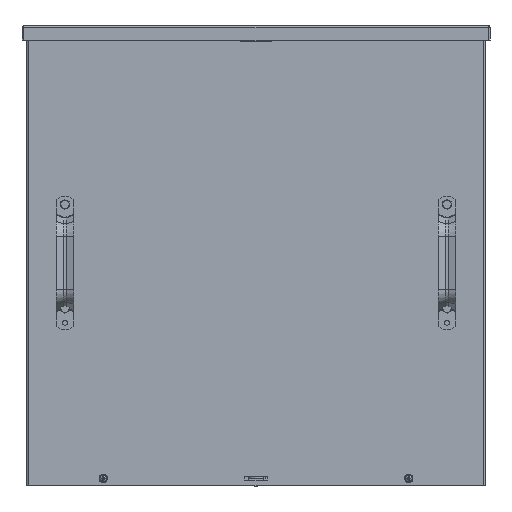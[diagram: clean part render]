
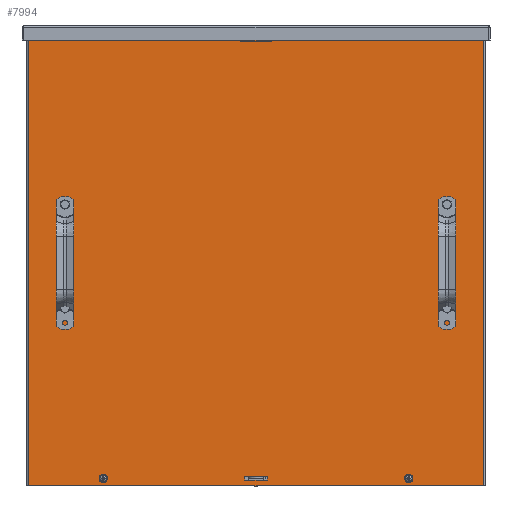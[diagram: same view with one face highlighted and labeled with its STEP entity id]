
A CAD part, top view. The second image highlights one B-rep face of the part: STEP entity #7994.
In plain terms, the highlighted face is planar.
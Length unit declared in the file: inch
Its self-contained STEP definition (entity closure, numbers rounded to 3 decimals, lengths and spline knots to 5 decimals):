
#425=PLANE('',#8609);
#772=LINE('',#12279,#1390);
#776=LINE('',#12287,#1394);
#779=LINE('',#12293,#1397);
#782=LINE('',#12298,#1400);
#785=LINE('',#12317,#1403);
#801=LINE('',#12358,#1419);
#816=LINE('',#12393,#1434);
#818=LINE('',#12396,#1436);
#1390=VECTOR('',#9802,0.1875);
#1394=VECTOR('',#9808,1.1875);
#1397=VECTOR('',#9813,0.1875);
#1400=VECTOR('',#9818,1.1875);
#1403=VECTOR('',#9837,24.);
#1419=VECTOR('',#9879,24.);
#1434=VECTOR('',#9918,23.7895);
#1436=VECTOR('',#9922,23.7895);
#2019=FACE_BOUND('',#2808,.T.);
#2020=FACE_BOUND('',#2809,.T.);
#2021=FACE_BOUND('',#2810,.T.);
#2022=FACE_BOUND('',#2811,.T.);
#2023=FACE_BOUND('',#2812,.T.);
#2024=FACE_BOUND('',#2813,.T.);
#2025=FACE_BOUND('',#2814,.T.);
#2026=FACE_BOUND('',#2815,.T.);
#2808=EDGE_LOOP('',(#5970));
#2809=EDGE_LOOP('',(#5971));
#2810=EDGE_LOOP('',(#5972));
#2811=EDGE_LOOP('',(#5973));
#2812=EDGE_LOOP('',(#5974,#5975,#5976,#5977));
#2813=EDGE_LOOP('',(#5978));
#2814=EDGE_LOOP('',(#5979));
#2815=EDGE_LOOP('',(#5980,#5981,#5982,#5983));
#3333=CIRCLE('',#8562,0.15625);
#3335=CIRCLE('',#8565,0.15625);
#3337=CIRCLE('',#8568,0.15625);
#3339=CIRCLE('',#8571,0.15625);
#3341=CIRCLE('',#8578,0.15625);
#3343=CIRCLE('',#8581,0.15625);
#3744=VERTEX_POINT('',#12259);
#3746=VERTEX_POINT('',#12264);
#3748=VERTEX_POINT('',#12269);
#3750=VERTEX_POINT('',#12274);
#3751=VERTEX_POINT('',#12277);
#3752=VERTEX_POINT('',#12278);
#3755=VERTEX_POINT('',#12286);
#3757=VERTEX_POINT('',#12292);
#3760=VERTEX_POINT('',#12303);
#3762=VERTEX_POINT('',#12308);
#3765=VERTEX_POINT('',#12314);
#3766=VERTEX_POINT('',#12316);
#3777=VERTEX_POINT('',#12355);
#3778=VERTEX_POINT('',#12357);
#4543=EDGE_CURVE('',#3744,#3744,#3333,.T.);
#4545=EDGE_CURVE('',#3746,#3746,#3335,.T.);
#4547=EDGE_CURVE('',#3748,#3748,#3337,.T.);
#4549=EDGE_CURVE('',#3750,#3750,#3339,.T.);
#4550=EDGE_CURVE('',#3751,#3752,#772,.T.);
#4554=EDGE_CURVE('',#3755,#3751,#776,.T.);
#4557=EDGE_CURVE('',#3757,#3755,#779,.T.);
#4560=EDGE_CURVE('',#3752,#3757,#782,.T.);
#4563=EDGE_CURVE('',#3760,#3760,#3341,.T.);
#4565=EDGE_CURVE('',#3762,#3762,#3343,.T.);
#4568=EDGE_CURVE('',#3766,#3765,#785,.T.);
#4588=EDGE_CURVE('',#3778,#3777,#801,.T.);
#4606=EDGE_CURVE('',#3765,#3778,#816,.T.);
#4608=EDGE_CURVE('',#3777,#3766,#818,.T.);
#5970=ORIENTED_EDGE('',*,*,#4543,.T.);
#5971=ORIENTED_EDGE('',*,*,#4545,.T.);
#5972=ORIENTED_EDGE('',*,*,#4547,.T.);
#5973=ORIENTED_EDGE('',*,*,#4549,.T.);
#5974=ORIENTED_EDGE('',*,*,#4550,.T.);
#5975=ORIENTED_EDGE('',*,*,#4560,.T.);
#5976=ORIENTED_EDGE('',*,*,#4557,.T.);
#5977=ORIENTED_EDGE('',*,*,#4554,.T.);
#5978=ORIENTED_EDGE('',*,*,#4563,.T.);
#5979=ORIENTED_EDGE('',*,*,#4565,.T.);
#5980=ORIENTED_EDGE('',*,*,#4588,.T.);
#5981=ORIENTED_EDGE('',*,*,#4608,.T.);
#5982=ORIENTED_EDGE('',*,*,#4568,.T.);
#5983=ORIENTED_EDGE('',*,*,#4606,.T.);
#7994=ADVANCED_FACE('',(#2019,#2020,#2021,#2022,#2023,#2024,#2025,#2026),
#425,.F.);
#8562=AXIS2_PLACEMENT_3D('',#12260,#9780,#9781);
#8565=AXIS2_PLACEMENT_3D('',#12265,#9786,#9787);
#8568=AXIS2_PLACEMENT_3D('',#12270,#9792,#9793);
#8571=AXIS2_PLACEMENT_3D('',#12275,#9798,#9799);
#8578=AXIS2_PLACEMENT_3D('',#12304,#9824,#9825);
#8581=AXIS2_PLACEMENT_3D('',#12309,#9830,#9831);
#8609=AXIS2_PLACEMENT_3D('',#12395,#9920,#9921);
#9780=DIRECTION('center_axis',(0.,0.,1.));
#9781=DIRECTION('ref_axis',(1.,0.,0.));
#9786=DIRECTION('center_axis',(0.,0.,1.));
#9787=DIRECTION('ref_axis',(1.,0.,0.));
#9792=DIRECTION('center_axis',(0.,0.,1.));
#9793=DIRECTION('ref_axis',(1.,0.,0.));
#9798=DIRECTION('center_axis',(0.,0.,1.));
#9799=DIRECTION('ref_axis',(1.,0.,0.));
#9802=DIRECTION('',(0.,-1.,0.));
#9808=DIRECTION('',(-1.,0.,0.));
#9813=DIRECTION('',(0.,1.,0.));
#9818=DIRECTION('',(1.,0.,0.));
#9824=DIRECTION('center_axis',(0.,0.,1.));
#9825=DIRECTION('ref_axis',(1.,0.,0.));
#9830=DIRECTION('center_axis',(0.,0.,1.));
#9831=DIRECTION('ref_axis',(1.,0.,0.));
#9837=DIRECTION('',(0.,-1.,0.));
#9879=DIRECTION('',(0.,1.,0.));
#9918=DIRECTION('',(-1.,0.,0.));
#9920=DIRECTION('center_axis',(0.,0.,1.));
#9921=DIRECTION('ref_axis',(1.,0.,0.));
#9922=DIRECTION('',(1.,0.,0.));
#12259=CARTESIAN_POINT('',(9.84375,2.71875,0.));
#12260=CARTESIAN_POINT('Origin',(10.,2.71875,0.));
#12264=CARTESIAN_POINT('',(-10.15625,2.71875,0.));
#12265=CARTESIAN_POINT('Origin',(-10.,2.71875,0.));
#12269=CARTESIAN_POINT('',(-10.15625,-2.71875,0.));
#12270=CARTESIAN_POINT('Origin',(-10.,-2.71875,0.));
#12274=CARTESIAN_POINT('',(9.84375,-2.71875,0.));
#12275=CARTESIAN_POINT('Origin',(10.,-2.71875,0.));
#12277=CARTESIAN_POINT('',(-0.59375,-11.53125,0.));
#12278=CARTESIAN_POINT('',(-0.59375,-11.71875,0.));
#12279=CARTESIAN_POINT('',(-0.59375,-5.76563,0.));
#12286=CARTESIAN_POINT('',(0.59375,-11.53125,0.));
#12287=CARTESIAN_POINT('',(0.29688,-11.53125,0.));
#12292=CARTESIAN_POINT('',(0.59375,-11.71875,0.));
#12293=CARTESIAN_POINT('',(0.59375,-5.85938,0.));
#12298=CARTESIAN_POINT('',(-0.29688,-11.71875,0.));
#12303=CARTESIAN_POINT('',(7.84375,-11.625,0.));
#12304=CARTESIAN_POINT('Origin',(8.,-11.625,0.));
#12308=CARTESIAN_POINT('',(-8.15625,-11.625,0.));
#12309=CARTESIAN_POINT('Origin',(-8.,-11.625,0.));
#12314=CARTESIAN_POINT('',(11.89475,-12.,0.));
#12316=CARTESIAN_POINT('',(11.89475,12.,0.));
#12317=CARTESIAN_POINT('',(11.89475,6.,0.));
#12355=CARTESIAN_POINT('',(-11.89475,12.,0.));
#12357=CARTESIAN_POINT('',(-11.89475,-12.,0.));
#12358=CARTESIAN_POINT('',(-11.89475,-6.,0.));
#12393=CARTESIAN_POINT('',(12.,-12.,0.));
#12395=CARTESIAN_POINT('Origin',(0.,0.,
0.));
#12396=CARTESIAN_POINT('',(-12.,12.,0.));
